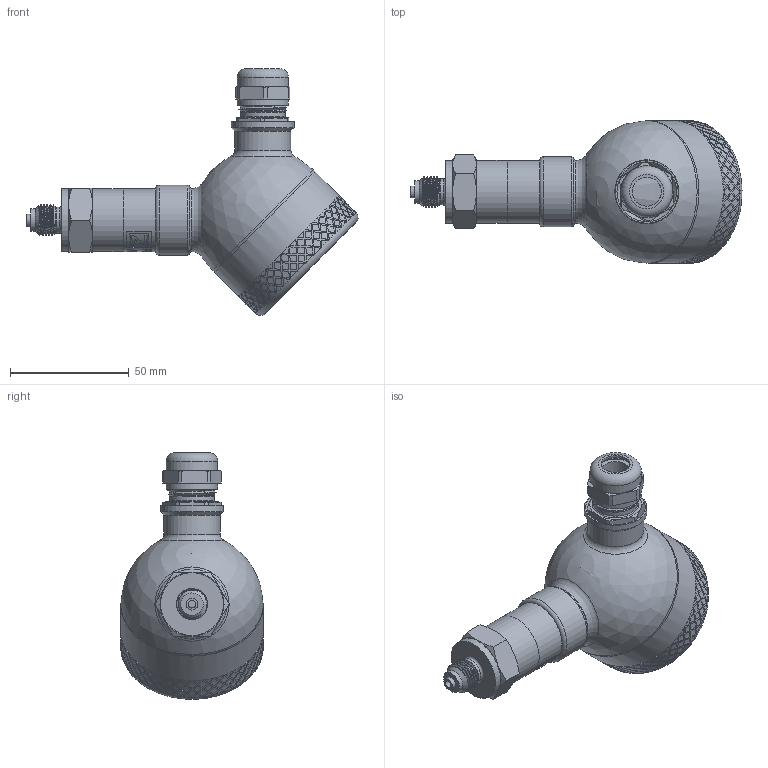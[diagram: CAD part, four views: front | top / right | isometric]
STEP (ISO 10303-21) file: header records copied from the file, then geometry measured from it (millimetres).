
FILE_DESCRIPTION(/* description */ (''),/* implementation_level */ '2;1');
FILE_NAME(/* name */ 'APZ3421FH_9_CableGlandM20x1,5.step',/* time_stamp */ '2021-06-30T15:08:02+03:00',/* author */ (''),/* organization */ (''),/* preprocessor_version */ 'ST-DEVELOPER v18.1',/* originating_system */ 'Autodesk Translation Framework v10.9.0.1377',/* authorisation */ '');
FILE_SCHEMA (('AUTOMOTIVE_DESIGN { 1 0 10303 214 3 1 1 }'));
Length unit declared in the file: millimetre
Products named in the file (12): Полевой корпус 
3420 3421 3230 заполненный; G 1\4 EN; FieldHousing Assembly v16; main body; Крышка без 
дисплея; Адаптер кабель 
ввода М20; M20x1,5 steel cable gland v5; Cuerpo GAE.2000.0 Prensaestopas GADI M20x1.5 IP68 Laton; Junta GAE.2000.0 Prensaestopas GADI M20x1.5 IP68 Laton; Tuerca GAE.2000.0 Prensaestopas GADI M20x1.5 IP68 Laton; Brida GAE.2000.0 Prensaestopas GADI M20x1.5 IP68 Laton; Goma GAE.2000.0 Prensaestopas GADI M20x1.5 IP68 Laton
Assembly tree (11 placements, depth 4):
  Полевой корпус 
3420 3421 3230 заполненный
    G 1\4 EN
    FieldHousing Assembly v16
      main body
      Крышка без 
дисплея
      Адаптер кабель 
ввода М20
      M20x1,5 steel cable gland v5
        Cuerpo GAE.2000.0 Prensaestopas GADI M20x1.5 IP68 Laton
        Junta GAE.2000.0 Prensaestopas GADI M20x1.5 IP68 Laton
        Tuerca GAE.2000.0 Prensaestopas GADI M20x1.5 IP68 Laton
        Brida GAE.2000.0 Prensaestopas GADI M20x1.5 IP68 Laton
        Goma GAE.2000.0 Prensaestopas GADI M20x1.5 IP68 Laton
Bounding box: 139.91 x 60.1 x 103.91 mm (x, y, z)
Volume: 169477.3 mm3; surface area: 50581.9 mm2
Topology: 9 solids, 9 shells, 1595 faces, 3989 edges, 2611 vertices
Faces by surface type: bspline 934, cylinder 311, plane 249, cone 65, torus 33, sphere 3
Full cylindrical faces by diameter (mm): 3.3 x1, 5 x1, 9.5 x1, 11 x1, 11.445 x4, 12.3 x2, 13 x1, 15 x4, 16 x1, 16.2 x1, 17 x1, 17.15 x1, 18 x4, 18.526 x5, 18.75 x7, 19 x1, 20 x2, 20.203 x5, 20.3 x5, 20.8 x1, 21.6 x1, 21.7 x2, 22.4 x1, 23.6 x1, 24.5 x2, 26.5 x3, 29.5 x1, 55 x9, 56.5 x1, 57.2 x1
Entity records: 70545 total; most frequent: CARTESIAN_POINT 40276, ORIENTED_EDGE 7976, EDGE_CURVE 3988, DIRECTION 3001, B_SPLINE_CURVE_WITH_KNOTS 2774, VERTEX_POINT 2611, EDGE_LOOP 1807, FACE_OUTER_BOUND 1595
